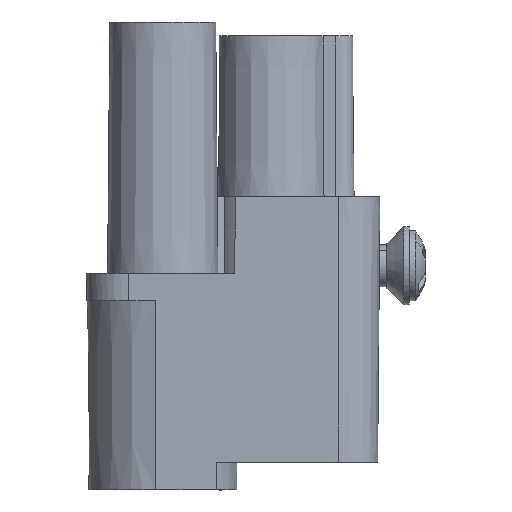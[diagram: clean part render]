
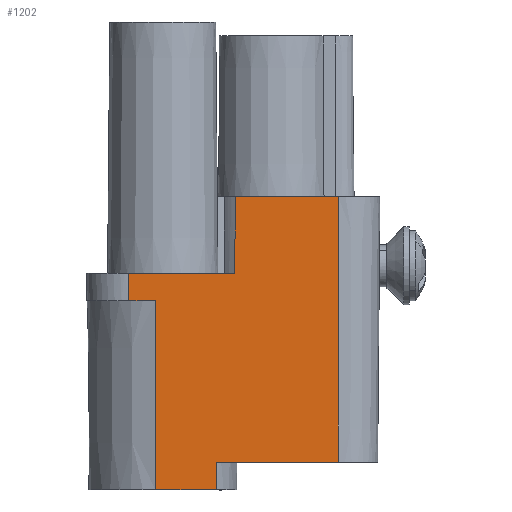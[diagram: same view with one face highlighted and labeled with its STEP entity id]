
A CAD part, front view. The second image highlights one B-rep face of the part: STEP entity #1202.
In plain terms, the highlighted planar face has unit normal (0, -1, -0.009).
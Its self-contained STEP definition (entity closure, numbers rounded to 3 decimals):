
#1138=AXIS2_PLACEMENT_3D('Plane Axis2P3D',#1135,#1136,#1137) ;
#314=CARTESIAN_POINT('Vertex',(4.941,0.183,0.)) ;
#445=CARTESIAN_POINT('Vertex',(9.3,0.183,0.)) ;
#448=CARTESIAN_POINT('Line Origine',(7.121,0.183,0.)) ;
#695=CARTESIAN_POINT('Vertex',(18.,0.166,2.)) ;
#698=CARTESIAN_POINT('Line Origine',(13.65,0.166,2.)) ;
#702=CARTESIAN_POINT('Vertex',(9.3,0.166,2.)) ;
#1122=CARTESIAN_POINT('Line Origine',(9.3,0.175,1.)) ;
#1135=CARTESIAN_POINT('Axis2P3D Location',(3.,0.,21.)) ;
#1141=CARTESIAN_POINT('Control Point',(4.941,0.183,0.)) ;
#1142=CARTESIAN_POINT('Control Point',(4.94,0.16,2.71)) ;
#1143=CARTESIAN_POINT('Control Point',(4.939,0.136,5.42)) ;
#1144=CARTESIAN_POINT('Control Point',(4.938,0.112,8.13)) ;
#1145=CARTESIAN_POINT('Control Point',(4.936,0.089,10.84)) ;
#1146=CARTESIAN_POINT('Control Point',(4.935,0.065,13.55)) ;
#1147=CARTESIAN_POINT('Vertex',(4.935,0.065,13.55)) ;
#1150=CARTESIAN_POINT('Line Origine',(18.,0.083,11.5)) ;
#1154=CARTESIAN_POINT('Vertex',(18.,0.,21.)) ;
#1157=CARTESIAN_POINT('Line Origine',(14.324,0.,21.)) ;
#1161=CARTESIAN_POINT('Vertex',(10.648,0.,21.)) ;
#1164=CARTESIAN_POINT('Line Origine',(10.624,0.024,18.25)) ;
#1168=CARTESIAN_POINT('Vertex',(10.6,0.048,15.5)) ;
#1171=CARTESIAN_POINT('Line Origine',(6.8,0.048,15.5)) ;
#1175=CARTESIAN_POINT('Vertex',(3.,0.048,15.5)) ;
#1178=CARTESIAN_POINT('Line Origine',(3.008,0.057,14.525)) ;
#1182=CARTESIAN_POINT('Vertex',(3.017,0.065,13.55)) ;
#1185=CARTESIAN_POINT('Line Origine',(3.976,0.065,13.55)) ;
#449=DIRECTION('Vector Direction',(1.,0.,0.)) ;
#699=DIRECTION('Vector Direction',(-1.,0.,0.)) ;
#1123=DIRECTION('Vector Direction',(0.,0.009,-1.)) ;
#1136=DIRECTION('Axis2P3D Direction',(0.,-1.,-0.009)) ;
#1137=DIRECTION('Axis2P3D XDirection',(-1.,0.,0.)) ;
#1151=DIRECTION('Vector Direction',(0.,-0.009,1.)) ;
#1158=DIRECTION('Vector Direction',(-1.,0.,0.)) ;
#1165=DIRECTION('Vector Direction',(-0.009,0.009,-1.)) ;
#1172=DIRECTION('Vector Direction',(1.,0.,0.)) ;
#1179=DIRECTION('Vector Direction',(0.009,0.009,-1.)) ;
#1186=DIRECTION('Vector Direction',(1.,0.,0.)) ;
#450=VECTOR('Line Direction',#449,1.) ;
#700=VECTOR('Line Direction',#699,1.) ;
#1124=VECTOR('Line Direction',#1123,1.) ;
#1152=VECTOR('Line Direction',#1151,1.) ;
#1159=VECTOR('Line Direction',#1158,1.) ;
#1166=VECTOR('Line Direction',#1165,1.) ;
#1173=VECTOR('Line Direction',#1172,1.) ;
#1180=VECTOR('Line Direction',#1179,1.) ;
#1187=VECTOR('Line Direction',#1186,1.) ;
#1191=ORIENTED_EDGE('',*,*,#1149,.F.) ;
#1192=ORIENTED_EDGE('',*,*,#452,.T.) ;
#1193=ORIENTED_EDGE('',*,*,#1126,.F.) ;
#1194=ORIENTED_EDGE('',*,*,#704,.F.) ;
#1195=ORIENTED_EDGE('',*,*,#1156,.T.) ;
#1196=ORIENTED_EDGE('',*,*,#1163,.T.) ;
#1197=ORIENTED_EDGE('',*,*,#1170,.T.) ;
#1198=ORIENTED_EDGE('',*,*,#1177,.F.) ;
#1199=ORIENTED_EDGE('',*,*,#1184,.T.) ;
#1200=ORIENTED_EDGE('',*,*,#1189,.T.) ;
#1202=ADVANCED_FACE('Hauptk\X2\00F6\X0\rper',(#1201),#1139,.T.) ;
#1140=B_SPLINE_CURVE_WITH_KNOTS('',5,(#1141,#1142,#1143,#1144,#1145,#1146),.UNSPECIFIED.,.F.,.U.,(6,6),(0.,19.163),.UNSPECIFIED.) ;
#452=EDGE_CURVE('',#315,#446,#451,.T.) ;
#704=EDGE_CURVE('',#696,#703,#701,.T.) ;
#1126=EDGE_CURVE('',#703,#446,#1125,.T.) ;
#1149=EDGE_CURVE('',#315,#1148,#1140,.T.) ;
#1156=EDGE_CURVE('',#696,#1155,#1153,.T.) ;
#1163=EDGE_CURVE('',#1155,#1162,#1160,.T.) ;
#1170=EDGE_CURVE('',#1162,#1169,#1167,.T.) ;
#1177=EDGE_CURVE('',#1176,#1169,#1174,.T.) ;
#1184=EDGE_CURVE('',#1176,#1183,#1181,.T.) ;
#1189=EDGE_CURVE('',#1183,#1148,#1188,.T.) ;
#1190=EDGE_LOOP('',(#1191,#1192,#1193,#1194,#1195,#1196,#1197,#1198,#1199,#1200)) ;
#1201=FACE_OUTER_BOUND('',#1190,.T.) ;
#451=LINE('Line',#448,#450) ;
#701=LINE('Line',#698,#700) ;
#1125=LINE('Line',#1122,#1124) ;
#1153=LINE('Line',#1150,#1152) ;
#1160=LINE('Line',#1157,#1159) ;
#1167=LINE('Line',#1164,#1166) ;
#1174=LINE('Line',#1171,#1173) ;
#1181=LINE('Line',#1178,#1180) ;
#1188=LINE('Line',#1185,#1187) ;
#1139=PLANE('',#1138) ;
#315=VERTEX_POINT('',#314) ;
#446=VERTEX_POINT('',#445) ;
#696=VERTEX_POINT('',#695) ;
#703=VERTEX_POINT('',#702) ;
#1148=VERTEX_POINT('',#1147) ;
#1155=VERTEX_POINT('',#1154) ;
#1162=VERTEX_POINT('',#1161) ;
#1169=VERTEX_POINT('',#1168) ;
#1176=VERTEX_POINT('',#1175) ;
#1183=VERTEX_POINT('',#1182) ;
